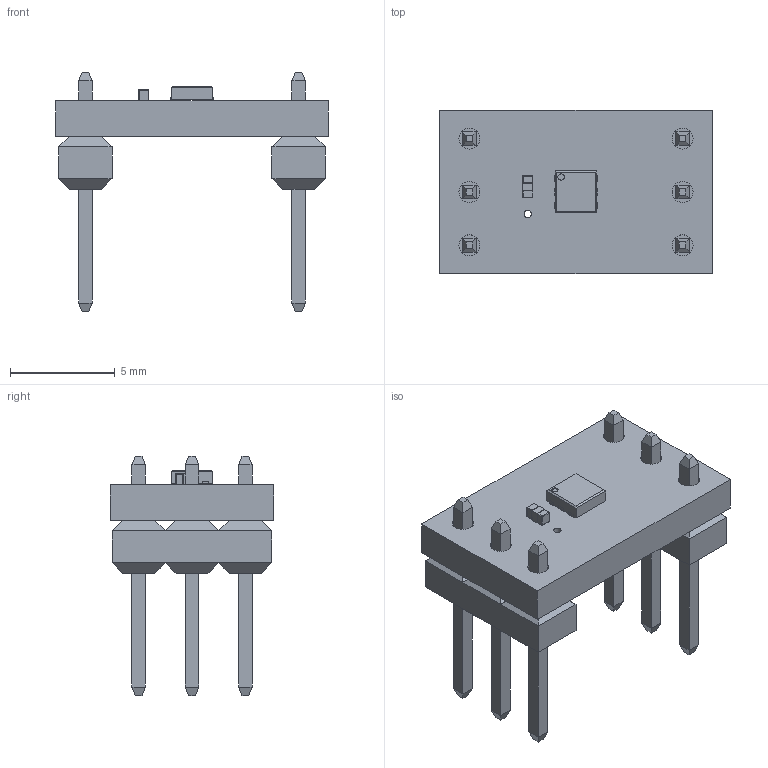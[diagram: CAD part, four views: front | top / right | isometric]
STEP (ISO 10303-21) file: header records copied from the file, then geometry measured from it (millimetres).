
FILE_DESCRIPTION(/* description */ (''),/* implementation_level */ '2;1');
FILE_NAME(/* name */ '1ef777ce-b3ae-4d10-91ff-5d660bc45757.stp',/* time_stamp */ '2021-02-10T07:20:04+00:00',/* author */ (''),/* organization */ (''),/* preprocessor_version */ 'ST-DEVELOPER v18.1',/* originating_system */ 'Autodesk Translation Framework v9.7.1.1290',/* authorisation */ '');
FILE_SCHEMA (('AUTOMOTIVE_DESIGN { 1 0 10303 214 3 1 1 }'));
Length unit declared in the file: millimetre
Products named in the file (6): 1ef777ce-b3ae-4d10-91ff-5d660bc45757; PCB Component; Board; PTH VERT MALE; 0.1uF/50V; LTR-390UV-01
Assembly tree (6 placements, depth 3):
  1ef777ce-b3ae-4d10-91ff-5d660bc45757
    PCB Component
      Board
      PTH VERT MALE  x2
      0.1uF/50V
      LTR-390UV-01
Bounding box: 13 x 7.8 x 11.43 mm (x, y, z)
Volume: 270 mm3; surface area: 602.3 mm2
Topology: 5 solids, 5 shells, 317 faces, 692 edges, 400 vertices
Faces by surface type: plane 263, cylinder 38, sphere 16
Full cylindrical faces by diameter (mm): 0.3 x1, 0.35 x1, 1 x6
Entity records: 6456 total; most frequent: DIRECTION 1058, CARTESIAN_POINT 1029, ORIENTED_EDGE 1000, EDGE_CURVE 500, LINE 424, VECTOR 424, AXIS2_PLACEMENT_3D 317, VERTEX_POINT 288
